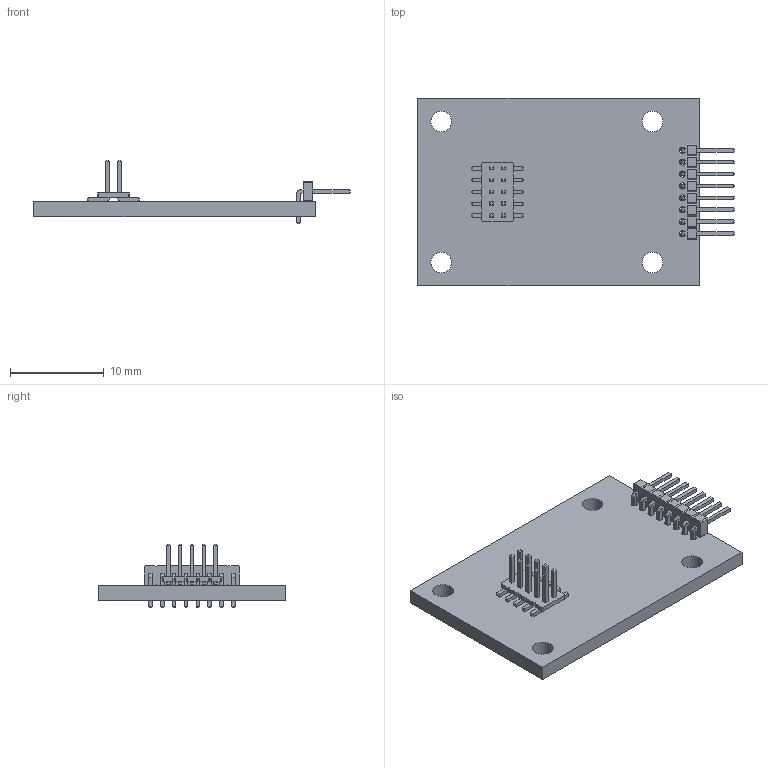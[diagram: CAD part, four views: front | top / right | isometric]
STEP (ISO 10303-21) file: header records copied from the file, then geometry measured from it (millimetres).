
FILE_DESCRIPTION(('KiCad electronic assembly'),'2;1');
FILE_NAME('pogo_adapter.step','2025-01-22T12:14:28',('Pcbnew'),('Kicad') ,'Open CASCADE STEP processor 7.7','KiCad to STEP converter','Unknown' );
FILE_SCHEMA(('AUTOMOTIVE_DESIGN { 1 0 10303 214 1 1 1 1 }'));
Length unit declared in the file: millimetre
Products named in the file (6): pogo_adapter 1; PinHeader_1x08_P1.27mm_Horizontal; PinHeader_1x08_P127mm_Horizontal; PinHeader_2x05_P1.27mm_Vertical_SMD; PinHeader_2x05_P127mm_Vertical_SMD; pogo_adapter_PCB
Assembly tree (5 placements, depth 3):
  pogo_adapter 1
    PinHeader_1x08_P1.27mm_Horizontal
      PinHeader_1x08_P127mm_Horizontal
    PinHeader_2x05_P1.27mm_Vertical_SMD
      PinHeader_2x05_P127mm_Vertical_SMD
    pogo_adapter_PCB
Bounding box: 33.7 x 20 x 6.8 mm (x, y, z)
Volume: 982.3 mm3; surface area: 1697.4 mm2
Topology: 3 solids, 3 shells, 462 faces, 1146 edges, 716 vertices
Faces by surface type: plane 432, cylinder 30
Full cylindrical faces by diameter (mm): 0.65 x8, 2.2 x4
Entity records: 16543 total; most frequent: CARTESIAN_POINT 2330, ORIENTED_EDGE 2292, DIRECTION 2142, EDGE_CURVE 1146, LINE 1086, VECTOR 1086, VERTEX_POINT 716, AXIS2_PLACEMENT_3D 528
